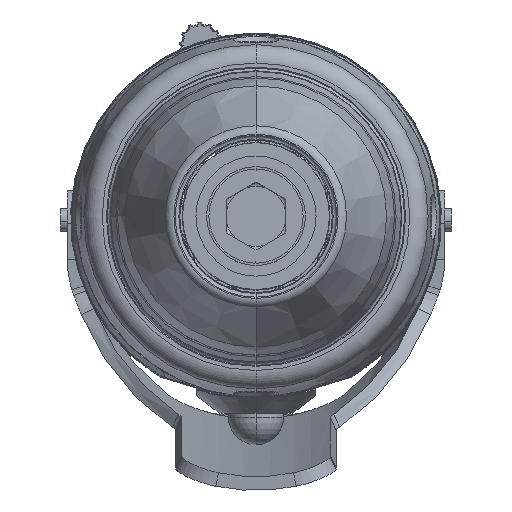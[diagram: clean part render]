
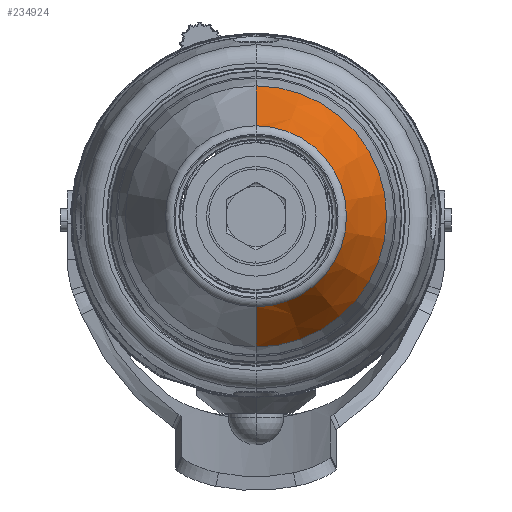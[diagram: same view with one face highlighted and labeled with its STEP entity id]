
A CAD part, top view. The second image highlights one B-rep face of the part: STEP entity #234924.
In plain terms, the highlighted conical face has half-angle 24 degrees and reference radius 11.967 mm.
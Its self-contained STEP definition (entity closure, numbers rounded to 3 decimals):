
#233351=CARTESIAN_POINT('',(0.,0.,20.067));
#233352=DIRECTION('',(0.,0.,-1.));
#233353=DIRECTION('',(0.,1.,0.));
#233354=AXIS2_PLACEMENT_3D('',#233351,#233352,#233353);
#233359=DIRECTION('',(0.,-0.407,0.914));
#233360=VECTOR('',#233359,10.661);
#233361=CARTESIAN_POINT('',(0.,14.135,20.067));
#233362=LINE('',#233361,#233360);
#233366=DIRECTION('',(0.,0.407,0.914));
#233367=VECTOR('',#233366,10.661);
#233368=CARTESIAN_POINT('',(0.,-14.135,20.067));
#233369=LINE('',#233368,#233367);
#233405=CARTESIAN_POINT('',(0.,0.,29.807));
#233406=DIRECTION('',(0.,0.,-1.));
#233407=DIRECTION('',(0.,1.,0.));
#233408=AXIS2_PLACEMENT_3D('',#233405,#233406,#233407);
#233564=CARTESIAN_POINT('',(0.,14.135,20.067));
#233565=CARTESIAN_POINT('',(0.,9.799,29.807));
#233566=VERTEX_POINT('',#233564);
#233567=VERTEX_POINT('',#233565);
#233574=CARTESIAN_POINT('',(0.,-14.135,20.067));
#233575=CARTESIAN_POINT('',(0.,-9.799,29.807));
#233576=VERTEX_POINT('',#233574);
#233577=VERTEX_POINT('',#233575);
#234910=CARTESIAN_POINT('',(0.,0.,24.937));
#234911=DIRECTION('',(0.,0.,-1.));
#234912=DIRECTION('',(0.,-1.,0.));
#234913=AXIS2_PLACEMENT_3D('',#234910,#234911,#234912);
#234914=CONICAL_SURFACE('',#234913,11.967,24.);
#234916=ORIENTED_EDGE('',*,*,#234915,.F.);
#234917=ORIENTED_EDGE('',*,*,#234898,.T.);
#234919=ORIENTED_EDGE('',*,*,#234918,.T.);
#234921=ORIENTED_EDGE('',*,*,#234920,.F.);
#234922=EDGE_LOOP('',(#234916,#234917,#234919,#234921));
#234923=FACE_OUTER_BOUND('',#234922,.F.);
#234924=ADVANCED_FACE('',(#234923),#234914,.T.);
#233355=CIRCLE('',#233354,14.135);
#233409=CIRCLE('',#233408,9.799);
#234898=EDGE_CURVE('',#233566,#233576,#233355,.T.);
#234915=EDGE_CURVE('',#233566,#233567,#233362,.T.);
#234918=EDGE_CURVE('',#233576,#233577,#233369,.T.);
#234920=EDGE_CURVE('',#233567,#233577,#233409,.T.);
